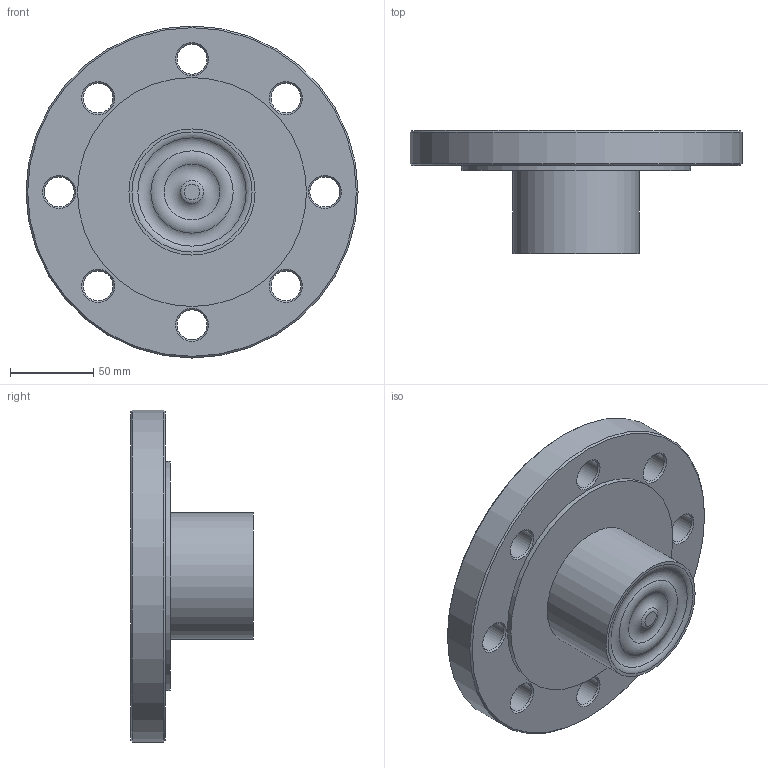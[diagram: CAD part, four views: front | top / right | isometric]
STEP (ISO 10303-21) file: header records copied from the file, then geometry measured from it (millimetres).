
FILE_DESCRIPTION(/* description */ (''),/* implementation_level */ '2;1');
FILE_NAME(/* name */ '31921W.stp',/* time_stamp */ '2018-02-06T11:34:28+01:00',/* author */ ('acgl'),/* organization */ (''),/* preprocessor_version */ 'ST-DEVELOPER v15.6',/* originating_system */ 'Autodesk Inventor 2015',/* authorisation */ '');
FILE_SCHEMA (('AUTOMOTIVE_DESIGN { 1 0 10303 214 3 1 1 }'));
Length unit declared in the file: millimetre
Products named in the file (1): A0012932
Bounding box: 200 x 74 x 200 mm (x, y, z)
Volume: 879619.3 mm3; surface area: 94613.2 mm2
Topology: 1 solids, 1 shells, 41 faces, 85 edges, 49 vertices
Faces by surface type: cone 19, cylinder 12, plane 5, torus 5
Full cylindrical faces by diameter (mm): 4 x1, 18 x8, 76 x1, 138 x1, 200 x1
Entity records: 950 total; most frequent: DIRECTION 180, CARTESIAN_POINT 138, EDGE_LOOP 96, ORIENTED_EDGE 96, AXIS2_PLACEMENT_3D 90, FACE_BOUND 55, CIRCLE 48, VERTEX_POINT 48
